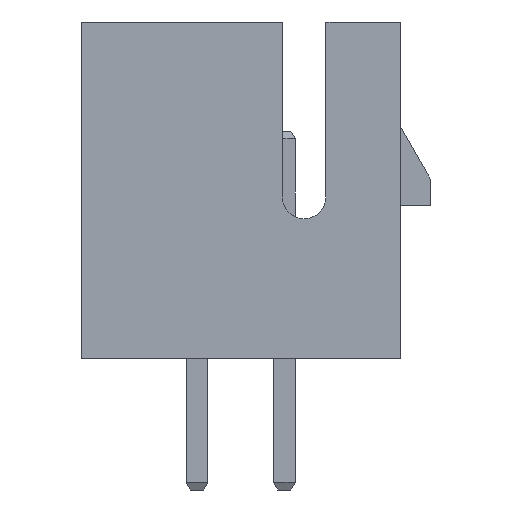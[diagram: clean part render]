
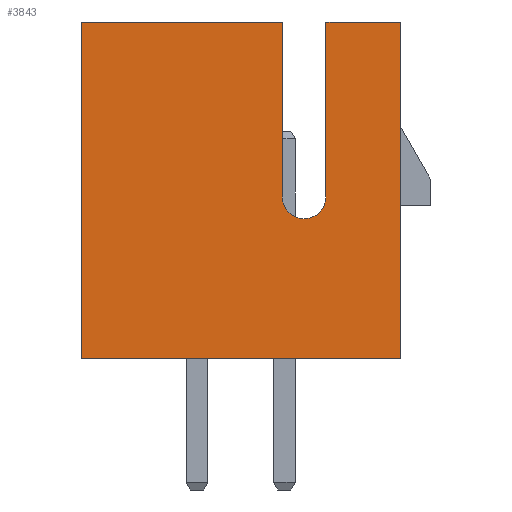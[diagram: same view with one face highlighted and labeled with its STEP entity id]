
A CAD part, left-side view. The second image highlights one B-rep face of the part: STEP entity #3843.
In plain terms, the highlighted planar face has unit normal (-1, 0, 0).
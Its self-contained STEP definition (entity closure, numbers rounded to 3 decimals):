
#68 = CARTESIAN_POINT ( 'NONE',  ( -20., -0.95, 3.7 ) ) ;
#181 = CARTESIAN_POINT ( 'NONE',  ( -20., -1.95, 7.7 ) ) ;
#424 = VERTEX_POINT ( 'NONE', #68 ) ;
#663 = CARTESIAN_POINT ( 'NONE',  ( -20., 3.65, 7.7 ) ) ;
#720 = ORIENTED_EDGE ( 'NONE', *, *, #6006, .T. ) ;
#755 = VECTOR ( 'NONE', #4799, 1000. ) ;
#912 = EDGE_CURVE ( 'NONE', #5323, #7465, #7911, .T. ) ;
#982 = CIRCLE ( 'NONE', #4196, 0.5 ) ;
#991 = ORIENTED_EDGE ( 'NONE', *, *, #4291, .T. ) ;
#998 = DIRECTION ( 'NONE',  ( -1., 0., 0. ) ) ;
#1100 = CARTESIAN_POINT ( 'NONE',  ( -20., -1.95, 3.7 ) ) ;
#1282 = LINE ( 'NONE', #6829, #9000 ) ;
#1355 = PLANE ( 'NONE',  #2135 ) ;
#1417 = ORIENTED_EDGE ( 'NONE', *, *, #9758, .T. ) ;
#1458 = VERTEX_POINT ( 'NONE', #9157 ) ;
#1490 = EDGE_CURVE ( 'NONE', #7465, #424, #982, .T. ) ;
#1551 = DIRECTION ( 'NONE',  ( 0., 1., 0. ) ) ;
#1663 = DIRECTION ( 'NONE',  ( 0., 0., -1. ) ) ;
#1957 = VERTEX_POINT ( 'NONE', #3170 ) ;
#1994 = DIRECTION ( 'NONE',  ( 0., 0., -1. ) ) ;
#1996 = LINE ( 'NONE', #5934, #6918 ) ;
#2000 = VECTOR ( 'NONE', #1551, 1000. ) ;
#2135 = AXIS2_PLACEMENT_3D ( 'NONE', #7243, #998, #5668 ) ;
#2881 = VECTOR ( 'NONE', #1663, 1000. ) ;
#3083 = CARTESIAN_POINT ( 'NONE',  ( -20., -3.65, 0. ) ) ;
#3103 = ORIENTED_EDGE ( 'NONE', *, *, #6769, .T. ) ;
#3111 = DIRECTION ( 'NONE',  ( 0., 0., 1. ) ) ;
#3170 = CARTESIAN_POINT ( 'NONE',  ( -20., -0.95, 7.7 ) ) ;
#3665 = LINE ( 'NONE', #663, #2000 ) ;
#3771 = CARTESIAN_POINT ( 'NONE',  ( -20., -3.65, 0. ) ) ;
#3843 = ADVANCED_FACE ( 'NONE', ( #4427 ), #1355, .T. ) ;
#3848 = LINE ( 'NONE', #6079, #5656 ) ;
#3902 = CARTESIAN_POINT ( 'NONE',  ( -20., 3.65, 7.7 ) ) ;
#4029 = VERTEX_POINT ( 'NONE', #6584 ) ;
#4099 = CARTESIAN_POINT ( 'NONE',  ( -20., -1.95, 0. ) ) ;
#4196 = AXIS2_PLACEMENT_3D ( 'NONE', #6264, #6161, #3111 ) ;
#4291 = EDGE_CURVE ( 'NONE', #1458, #5323, #3665, .T. ) ;
#4427 = FACE_OUTER_BOUND ( 'NONE', #7164, .T. ) ;
#4799 = DIRECTION ( 'NONE',  ( 0., 1., 0. ) ) ;
#4910 = ORIENTED_EDGE ( 'NONE', *, *, #7388, .F. ) ;
#5323 = VERTEX_POINT ( 'NONE', #181 ) ;
#5400 = ORIENTED_EDGE ( 'NONE', *, *, #912, .T. ) ;
#5555 = LINE ( 'NONE', #6272, #755 ) ;
#5656 = VECTOR ( 'NONE', #8412, 1000. ) ;
#5668 = DIRECTION ( 'NONE',  ( 0., 0., 1. ) ) ;
#5810 = VERTEX_POINT ( 'NONE', #3771 ) ;
#5923 = ORIENTED_EDGE ( 'NONE', *, *, #1490, .T. ) ;
#5934 = CARTESIAN_POINT ( 'NONE',  ( -20., 3.65, 0. ) ) ;
#6006 = EDGE_CURVE ( 'NONE', #1957, #7753, #5555, .T. ) ;
#6079 = CARTESIAN_POINT ( 'NONE',  ( -20., -0.95, 0. ) ) ;
#6161 = DIRECTION ( 'NONE',  ( 1., 0., 0. ) ) ;
#6264 = CARTESIAN_POINT ( 'NONE',  ( -20., -1.45, 3.7 ) ) ;
#6272 = CARTESIAN_POINT ( 'NONE',  ( -20., 3.65, 7.7 ) ) ;
#6579 = EDGE_CURVE ( 'NONE', #1458, #5810, #8880, .T. ) ;
#6584 = CARTESIAN_POINT ( 'NONE',  ( -20., 3.65, 0. ) ) ;
#6659 = DIRECTION ( 'NONE',  ( 0., 0., 1. ) ) ;
#6683 = DIRECTION ( 'NONE',  ( 0., -1., 0. ) ) ;
#6769 = EDGE_CURVE ( 'NONE', #4029, #5810, #1282, .T. ) ;
#6829 = CARTESIAN_POINT ( 'NONE',  ( -20., 3.65, 0. ) ) ;
#6918 = VECTOR ( 'NONE', #6659, 1000. ) ;
#7164 = EDGE_LOOP ( 'NONE', ( #5923, #1417, #720, #4910, #3103, #7369, #991, #5400 ) ) ;
#7243 = CARTESIAN_POINT ( 'NONE',  ( -20., 3.65, 0. ) ) ;
#7369 = ORIENTED_EDGE ( 'NONE', *, *, #6579, .F. ) ;
#7388 = EDGE_CURVE ( 'NONE', #4029, #7753, #1996, .T. ) ;
#7465 = VERTEX_POINT ( 'NONE', #1100 ) ;
#7753 = VERTEX_POINT ( 'NONE', #3902 ) ;
#7911 = LINE ( 'NONE', #4099, #2881 ) ;
#8412 = DIRECTION ( 'NONE',  ( 0., 0., 1. ) ) ;
#8493 = VECTOR ( 'NONE', #1994, 1000. ) ;
#8880 = LINE ( 'NONE', #3083, #8493 ) ;
#9000 = VECTOR ( 'NONE', #6683, 1000. ) ;
#9157 = CARTESIAN_POINT ( 'NONE',  ( -20., -3.65, 7.7 ) ) ;
#9758 = EDGE_CURVE ( 'NONE', #424, #1957, #3848, .T. ) ;
